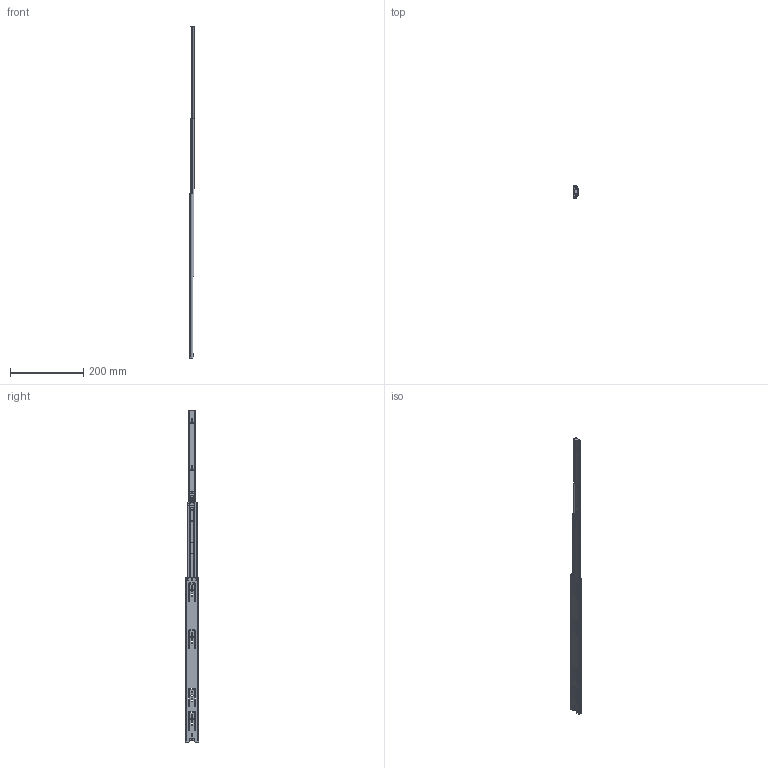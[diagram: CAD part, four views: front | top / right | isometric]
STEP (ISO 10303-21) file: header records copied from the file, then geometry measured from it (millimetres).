
FILE_DESCRIPTION (( 'STEP AP214' ), '1' );
FILE_NAME ('FR_5036_US.0450mm_0018inch_open.STEP', '2022-10-12T10:05:18', ( '' ), ( '' ), 'SwSTEP 2.0', 'SolidWorks 2020', '' );
FILE_SCHEMA (( 'AUTOMOTIVE_DESIGN' ));
Length unit declared in the file: millimetre
Products named in the file (10): 5036,XXX-01.T000_NL  450; 5035S MIDDLE STOP; 5036 DETENT; 5036.XXX-03.T000_NL  450; 5036,XXX-03.T000_NL  450; 5036.XXX-02.T000_NL  450; FR_5036_US.0450mm_0018inch_open; 5036.XXX-01.T000_NL  450; 5036 TRIGGER
Assembly tree (9 placements, depth 3):
  FR_5036_US.0450mm_0018inch_open
    5036.XXX-01.T000_NL  450
      5036,XXX-01.T000_NL  450
      5036 DETENT
    5036.XXX-03.T000_NL  450
      5036,XXX-03.T000_NL  450
      5036 TRIGGER
    5036.XXX-02.T000_NL  450
      5036.XXX-02.T000_NL  450
      5035S MIDDLE STOP
Bounding box: 12.7 x 35.98 x 907 mm (x, y, z)
Volume: 65873.9 mm3; surface area: 114824.8 mm2
Topology: 8 solids, 8 shells, 676 faces, 1810 edges, 1134 vertices
Faces by surface type: plane 423, cylinder 228, bspline 23, cone 2
Entity records: 21721 total; most frequent: CARTESIAN_POINT 4222, ORIENTED_EDGE 3604, DIRECTION 3550, EDGE_CURVE 1802, VECTOR 1238, LINE 1238, AXIS2_PLACEMENT_3D 1156, VERTEX_POINT 1134
